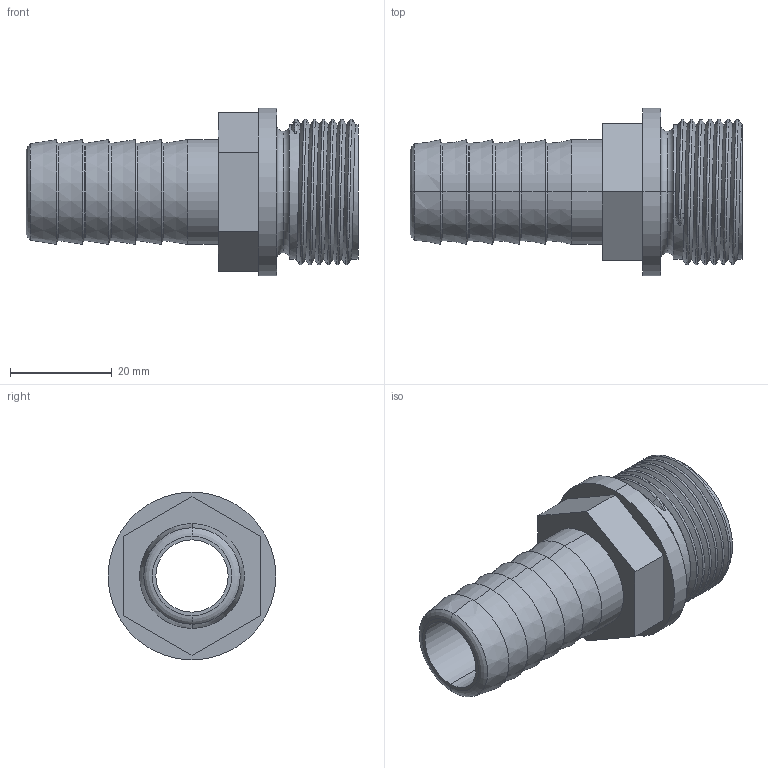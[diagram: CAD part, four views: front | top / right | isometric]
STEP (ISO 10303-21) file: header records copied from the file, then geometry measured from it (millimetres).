
FILE_DESCRIPTION (( 'STEP AP203' ), '1' );
FILE_NAME ('00130_0519.STEP', '2017-05-08T13:46:08', ( '' ), ( '' ), 'SwSTEP 2.0', 'SolidWorks 2011', '' );
FILE_SCHEMA (( 'CONFIG_CONTROL_DESIGN' ));
Length unit declared in the file: millimetre
Products named in the file (1): 00130_0519
Bounding box: 65.28 x 33 x 33 mm (x, y, z)
Volume: 14873.1 mm3; surface area: 10416.1 mm2
Topology: 1 solids, 1 shells, 82 faces, 177 edges, 106 vertices
Faces by surface type: torus 30, plane 18, cone 16, cylinder 13, bspline 5
Entity records: 3963 total; most frequent: CARTESIAN_POINT 2085, DIRECTION 416, ORIENTED_EDGE 354, AXIS2_PLACEMENT_3D 183, EDGE_CURVE 177, VERTEX_POINT 106, CIRCLE 105, EDGE_LOOP 93
